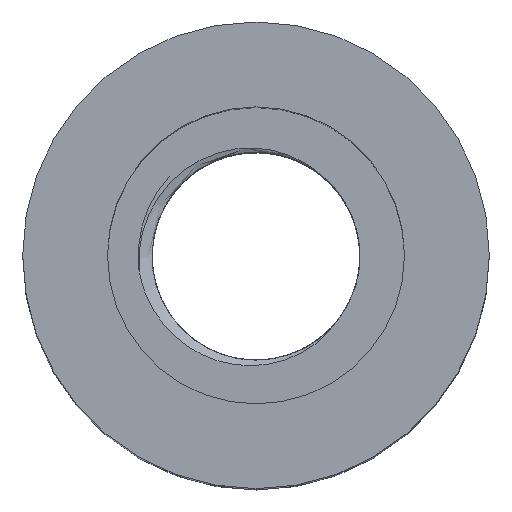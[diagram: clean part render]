
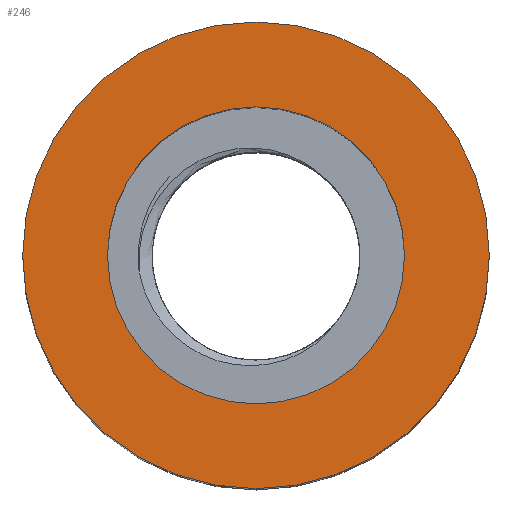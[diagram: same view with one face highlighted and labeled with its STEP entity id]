
A CAD part, top view. The second image highlights one B-rep face of the part: STEP entity #246.
In plain terms, the highlighted planar face has unit normal (0, 0, 1).
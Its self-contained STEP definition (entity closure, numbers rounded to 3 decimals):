
#25=FACE_BOUND($,#67,.T.);
#26=FACE_BOUND($,#68,.T.);
#31=CIRCLE($,#257,7.);
#32=CIRCLE($,#260,11.);
#35=PLANE($,#261);
#67=EDGE_LOOP($,(#221));
#68=EDGE_LOOP($,(#222));
#119=VERTEX_POINT($,#3841);
#120=VERTEX_POINT($,#3845);
#153=EDGE_CURVE($,#119,#119,#31,.T.);
#154=EDGE_CURVE($,#120,#120,#32,.T.);
#221=ORIENTED_EDGE($,*,*,#153,.T.);
#222=ORIENTED_EDGE($,*,*,#154,.F.);
#246=ADVANCED_FACE($,(#25,#26),#35,.F.);
#257=AXIS2_PLACEMENT_3D($,#3842,#278,#279);
#260=AXIS2_PLACEMENT_3D($,#3846,#284,#285);
#261=AXIS2_PLACEMENT_3D($,#3847,#286,#287);
#278=DIRECTION('center_axis',(0.,0.,-1.));
#279=DIRECTION('ref_axis',(-1.,0.,0.));
#284=DIRECTION('center_axis',(0.,0.,-1.));
#285=DIRECTION('ref_axis',(-1.,0.,0.));
#286=DIRECTION('center_axis',(0.,0.,-1.));
#287=DIRECTION('ref_axis',(-1.,0.,0.));
#3841=CARTESIAN_POINT('',(7.,0.,35.));
#3842=CARTESIAN_POINT('Origin',(0.,0.,35.));
#3845=CARTESIAN_POINT('',(11.,0.,35.));
#3846=CARTESIAN_POINT('Origin',(0.,0.,35.));
#3847=CARTESIAN_POINT('Origin',(0.,0.,35.));
